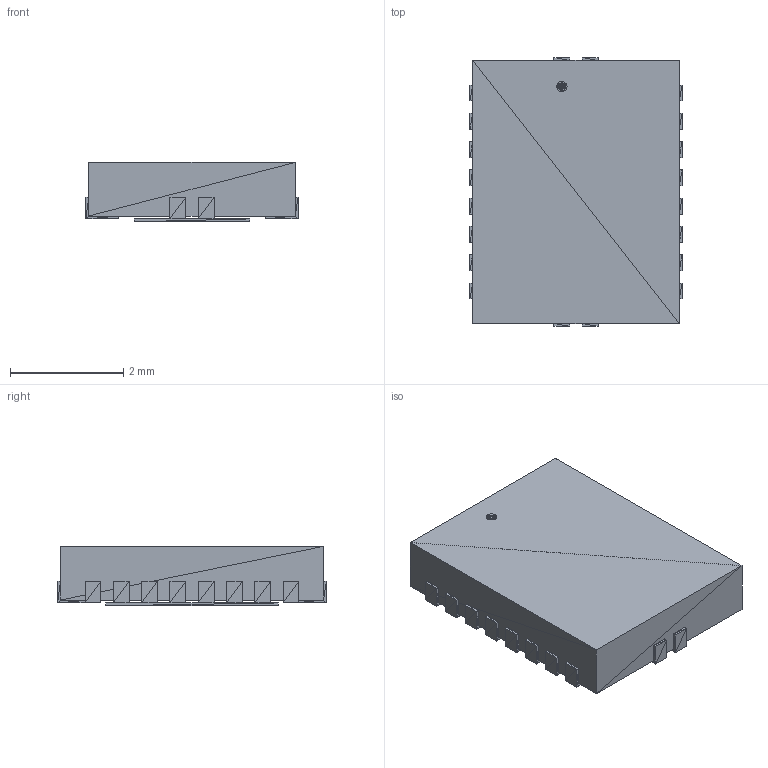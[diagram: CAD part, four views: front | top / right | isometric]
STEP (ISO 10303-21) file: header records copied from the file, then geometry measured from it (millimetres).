
FILE_DESCRIPTION(('STEP AP214'),'1');
FILE_NAME('RHL20_2P05X3P05','2017-07-14T14:28:32',(''),(''),'','','');
FILE_SCHEMA(('AUTOMOTIVE_DESIGN'));
Length unit declared in the file: millimetre
Products named in the file (1): product
Bounding box: 3.75 x 4.75 x 1.05 mm (x, y, z)
Surface area: 75.3 mm2 (no closed solid volume)
Topology: 0 solids, 552 shells, 552 faces, 1656 edges, 1656 vertices
Faces by surface type: plane 552
Entity records: 18275 total; most frequent: CARTESIAN_POINT 3865, DIRECTION 2762, ORIENTED_EDGE 1656, EDGE_CURVE 1656, VERTEX_POINT 1656, LINE 1656, VECTOR 1656, AXIS2_PLACEMENT_3D 553
